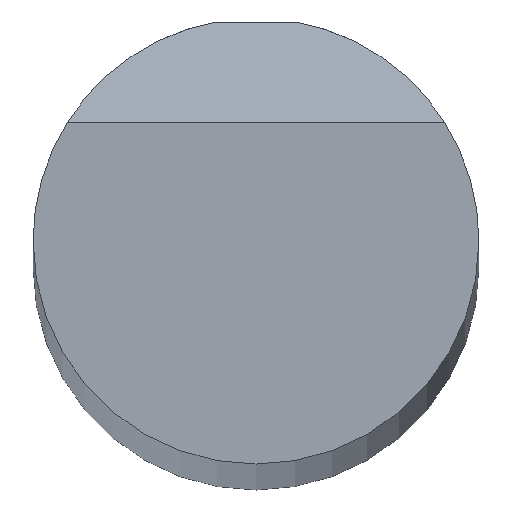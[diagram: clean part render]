
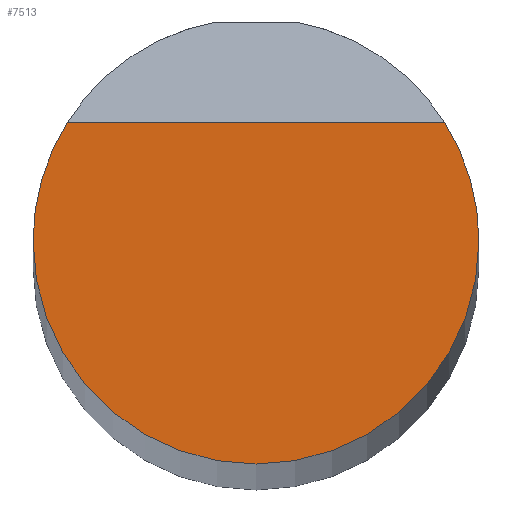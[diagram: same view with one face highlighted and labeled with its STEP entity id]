
A CAD part, top view. The second image highlights one B-rep face of the part: STEP entity #7513.
In plain terms, the highlighted planar face has unit normal (0, 0, 1).
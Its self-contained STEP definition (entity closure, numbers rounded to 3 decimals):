
#25 = ORIENTED_EDGE ( 'NONE', *, *, #8085, .T. ) ;
#474 = CARTESIAN_POINT ( 'NONE',  ( 15., 0., 1000. ) ) ;
#488 = EDGE_CURVE ( 'NONE', #7863, #7749, #3322, .T. ) ;
#921 = ORIENTED_EDGE ( 'NONE', *, *, #1991, .F. ) ;
#1103 = PLANE ( 'NONE',  #13813 ) ;
#1255 = CARTESIAN_POINT ( 'NONE',  ( 0., 0., 1000. ) ) ;
#1991 = EDGE_CURVE ( 'NONE', #7749, #14236, #13956, .T. ) ;
#2098 = CARTESIAN_POINT ( 'NONE',  ( -15., 0., 1000. ) ) ;
#2422 = CARTESIAN_POINT ( 'NONE',  ( 0., 0., 1000. ) ) ;
#2489 = CARTESIAN_POINT ( 'NONE',  ( 12.689, 8., 1000. ) ) ;
#3322 = CIRCLE ( 'NONE', #9955, 15. ) ;
#4043 = AXIS2_PLACEMENT_3D ( 'NONE', #6317, #4115, #9947 ) ;
#4115 = DIRECTION ( 'NONE',  ( 0., 0., -1. ) ) ;
#4129 = VERTEX_POINT ( 'NONE', #2489 ) ;
#4140 = VECTOR ( 'NONE', #4327, 1000. ) ;
#4327 = DIRECTION ( 'NONE',  ( -1., 0., 0. ) ) ;
#4593 = FACE_OUTER_BOUND ( 'NONE', #10871, .T. ) ;
#4643 = CIRCLE ( 'NONE', #14551, 15. ) ;
#5855 = ORIENTED_EDGE ( 'NONE', *, *, #488, .F. ) ;
#6317 = CARTESIAN_POINT ( 'NONE',  ( 0., 0., 1000. ) ) ;
#6580 = ORIENTED_EDGE ( 'NONE', *, *, #8464, .F. ) ;
#6657 = DIRECTION ( 'NONE',  ( 1., 0., 0. ) ) ;
#6749 = LINE ( 'NONE', #11206, #4140 ) ;
#7297 = DIRECTION ( 'NONE',  ( 0., 0., -1. ) ) ;
#7513 = ADVANCED_FACE ( 'NONE', ( #4593 ), #1103, .T. ) ;
#7749 = VERTEX_POINT ( 'NONE', #2098 ) ;
#7863 = VERTEX_POINT ( 'NONE', #474 ) ;
#8085 = EDGE_CURVE ( 'NONE', #4129, #14236, #6749, .T. ) ;
#8464 = EDGE_CURVE ( 'NONE', #4129, #7863, #4643, .T. ) ;
#8939 = DIRECTION ( 'NONE',  ( 0., 0., -1. ) ) ;
#9099 = DIRECTION ( 'NONE',  ( 0., 0., 1. ) ) ;
#9947 = DIRECTION ( 'NONE',  ( -1., 0., 0. ) ) ;
#9955 = AXIS2_PLACEMENT_3D ( 'NONE', #10788, #7297, #11900 ) ;
#10788 = CARTESIAN_POINT ( 'NONE',  ( 0., 0., 1000. ) ) ;
#10830 = CARTESIAN_POINT ( 'NONE',  ( -12.689, 8., 1000. ) ) ;
#10871 = EDGE_LOOP ( 'NONE', ( #6580, #25, #921, #5855 ) ) ;
#11206 = CARTESIAN_POINT ( 'NONE',  ( 0., 8., 1000. ) ) ;
#11900 = DIRECTION ( 'NONE',  ( -1., 0., 0. ) ) ;
#13813 = AXIS2_PLACEMENT_3D ( 'NONE', #1255, #9099, #6657 ) ;
#13956 = CIRCLE ( 'NONE', #4043, 15. ) ;
#14236 = VERTEX_POINT ( 'NONE', #10830 ) ;
#14551 = AXIS2_PLACEMENT_3D ( 'NONE', #2422, #8939, #14619 ) ;
#14619 = DIRECTION ( 'NONE',  ( -1., 0., 0. ) ) ;
